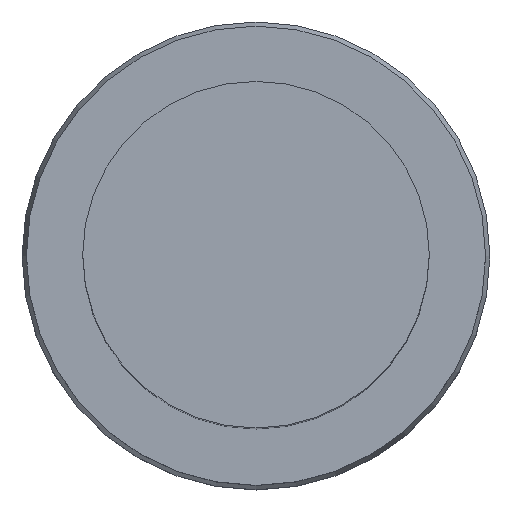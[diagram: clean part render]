
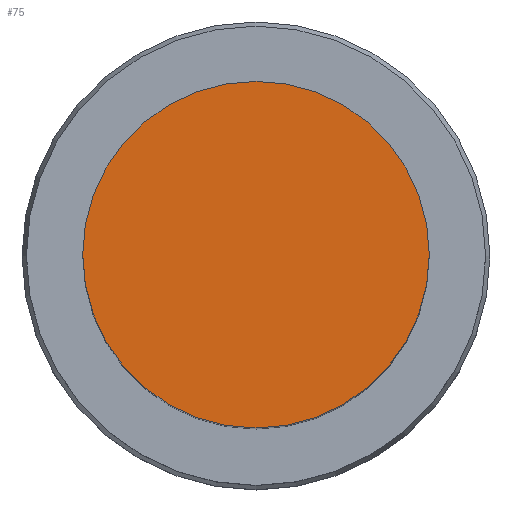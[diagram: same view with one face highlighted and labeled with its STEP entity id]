
A CAD part, top view. The second image highlights one B-rep face of the part: STEP entity #75.
In plain terms, the highlighted planar face has unit normal (0, 0, 1).
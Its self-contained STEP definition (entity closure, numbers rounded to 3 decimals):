
#75=ADVANCED_FACE('',(#86),#87,.T.);
#86=FACE_OUTER_BOUND('',#114,.T.);
#87=PLANE('',#115);
#114=EDGE_LOOP('',(#142));
#115=AXIS2_PLACEMENT_3D('',#143,#144,#145);
#142=ORIENTED_EDGE('',*,*,#190,.F.);
#143=CARTESIAN_POINT('',(0.,10.,155.));
#144=DIRECTION('',(0.,0.,1.0));
#145=DIRECTION('',(0.,-1.0,0.));
#190=EDGE_CURVE('',#199,#199,#200,.T.);
#199=VERTEX_POINT('',#217);
#200=CIRCLE('',#218,20.);
#217=CARTESIAN_POINT('',(0.,20.,155.));
#218=AXIS2_PLACEMENT_3D('',#235,#236,#237);
#235=CARTESIAN_POINT('',(0.,0.,155.));
#236=DIRECTION('',(0.,0.,-1.0));
#237=DIRECTION('',(0.,1.0,0.));
